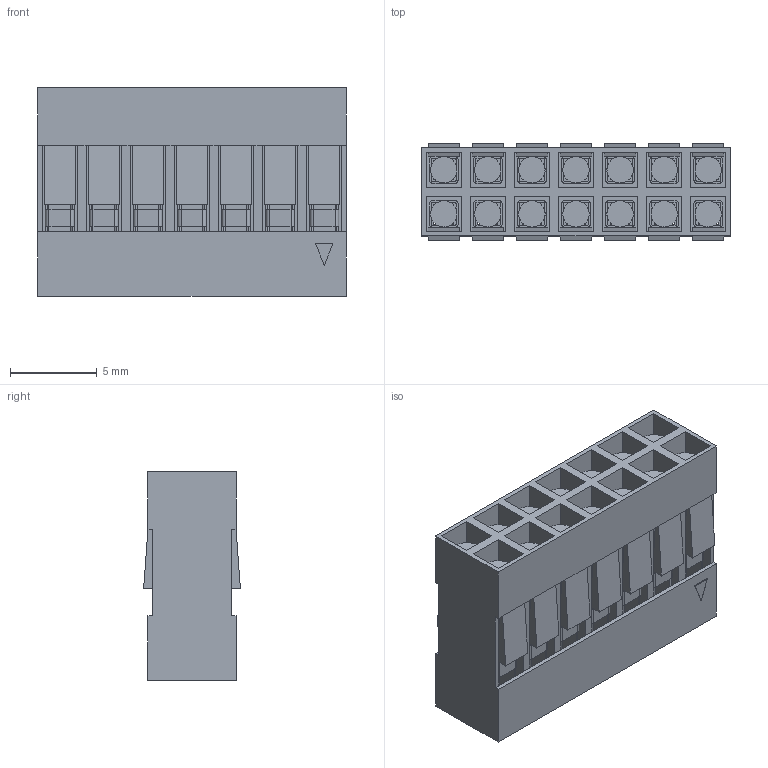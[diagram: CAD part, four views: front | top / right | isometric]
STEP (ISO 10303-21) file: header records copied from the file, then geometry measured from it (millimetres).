
FILE_DESCRIPTION (( 'STEP AP214' ), '1' );
FILE_NAME ('DS1071-2x7.STEP', '2019-05-31T22:53:54', ( 'VR' ), ( '' ), 'SwSTEP 2.0', 'SolidWorks 2016', '' );
FILE_SCHEMA (( 'AUTOMOTIVE_DESIGN' ));
Length unit declared in the file: millimetre
Products named in the file (1): DS1071-2x7
Bounding box: 17.78 x 5.57 x 12 mm (x, y, z)
Volume: 515.8 mm3; surface area: 3278.2 mm2
Topology: 15 solids, 15 shells, 942 faces, 2873 edges, 1822 vertices
Faces by surface type: plane 690, cylinder 252
Entity records: 42691 total; most frequent: ORIENTED_EDGE 5746, CARTESIAN_POINT 5638, DIRECTION 5403, EDGE_CURVE 2873, LINE 2229, VECTOR 2229, VERTEX_POINT 1822, AXIS2_PLACEMENT_3D 1587
